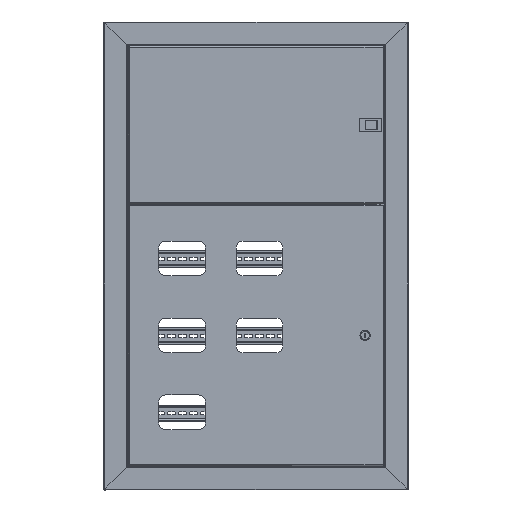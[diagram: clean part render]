
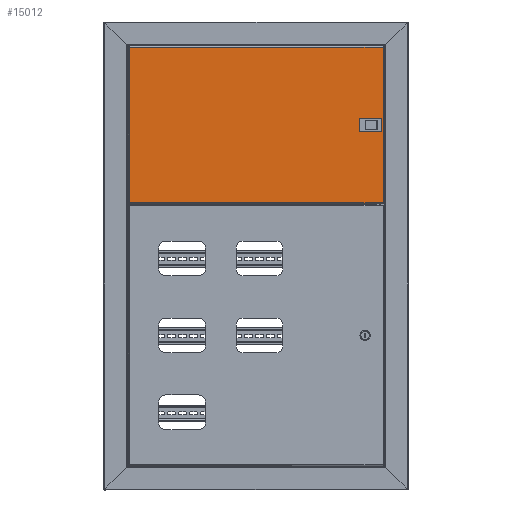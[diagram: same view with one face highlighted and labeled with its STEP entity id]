
A CAD part, top view. The second image highlights one B-rep face of the part: STEP entity #15012.
In plain terms, the highlighted planar face has unit normal (0, 0, 1).
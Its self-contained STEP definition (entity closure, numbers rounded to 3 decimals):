
#93 = DIRECTION ( 'NONE',  ( 0., -1., 0. ) ) ;
#1763 = CARTESIAN_POINT ( 'NONE',  ( 181.2, 48.5, 0. ) ) ;
#2764 = EDGE_CURVE ( 'NONE', #19508, #56262, #47711, .T. ) ;
#2836 = EDGE_CURVE ( 'NONE', #56262, #20334, #31228, .T. ) ;
#4211 = VECTOR ( 'NONE', #38015, 1000. ) ;
#4418 = CARTESIAN_POINT ( 'NONE',  ( 155.2, 48.5, 0. ) ) ;
#5378 = VECTOR ( 'NONE', #93, 1000. ) ;
#5408 = EDGE_CURVE ( 'NONE', #10622, #24649, #18359, .T. ) ;
#6602 = DIRECTION ( 'NONE',  ( 0., 1., 0. ) ) ;
#8104 = DIRECTION ( 'NONE',  ( -1., 0., 0. ) ) ;
#9007 = CARTESIAN_POINT ( 'NONE',  ( 334.7, 544., 0. ) ) ;
#10622 = VERTEX_POINT ( 'NONE', #4418 ) ;
#12904 = DIRECTION ( 'NONE',  ( -1., 0., 0. ) ) ;
#13183 = DIRECTION ( 'NONE',  ( 0., 1., 0. ) ) ;
#15012 = ADVANCED_FACE ( 'NONE', ( #21990, #35698 ), #40583, .F. ) ;
#15642 = VERTEX_POINT ( 'NONE', #1763 ) ;
#16209 = EDGE_LOOP ( 'NONE', ( #43459, #40480, #32989, #27321 ) ) ;
#17209 = VECTOR ( 'NONE', #12904, 1000. ) ;
#18359 = LINE ( 'NONE', #37832, #5378 ) ;
#19508 = VERTEX_POINT ( 'NONE', #21453 ) ;
#20334 = VERTEX_POINT ( 'NONE', #29245 ) ;
#21453 = CARTESIAN_POINT ( 'NONE',  ( 334.7, 1.7, 0. ) ) ;
#21990 = FACE_BOUND ( 'NONE', #16209, .T. ) ;
#22718 = EDGE_LOOP ( 'NONE', ( #51473, #27103, #47667, #31791 ) ) ;
#22939 = CARTESIAN_POINT ( 'NONE',  ( 181.2, 48.5, 0. ) ) ;
#23585 = VECTOR ( 'NONE', #8104, 1000. ) ;
#24515 = LINE ( 'NONE', #43392, #43291 ) ;
#24649 = VERTEX_POINT ( 'NONE', #29289 ) ;
#24710 = DIRECTION ( 'NONE',  ( 1., 0., 0. ) ) ;
#25019 = CARTESIAN_POINT ( 'NONE',  ( 1.7, 1.7, 0. ) ) ;
#27103 = ORIENTED_EDGE ( 'NONE', *, *, #2764, .T. ) ;
#27321 = ORIENTED_EDGE ( 'NONE', *, *, #55436, .F. ) ;
#29245 = CARTESIAN_POINT ( 'NONE',  ( 1.7, 544., 0. ) ) ;
#29289 = CARTESIAN_POINT ( 'NONE',  ( 155.2, 10., 0. ) ) ;
#29715 = CARTESIAN_POINT ( 'NONE',  ( 334.7, 0., 0. ) ) ;
#30639 = VECTOR ( 'NONE', #13183, 1000. ) ;
#30849 = LINE ( 'NONE', #22939, #30639 ) ;
#31228 = LINE ( 'NONE', #53187, #23585 ) ;
#31791 = ORIENTED_EDGE ( 'NONE', *, *, #39278, .T. ) ;
#32989 = ORIENTED_EDGE ( 'NONE', *, *, #38477, .F. ) ;
#33052 = DIRECTION ( 'NONE',  ( 1., 0., 0. ) ) ;
#34407 = LINE ( 'NONE', #25019, #55071 ) ;
#35698 = FACE_OUTER_BOUND ( 'NONE', #22718, .T. ) ;
#36046 = CARTESIAN_POINT ( 'NONE',  ( 155.2, 48.5, 0. ) ) ;
#37832 = CARTESIAN_POINT ( 'NONE',  ( 155.2, 48.5, 0. ) ) ;
#38015 = DIRECTION ( 'NONE',  ( 0., -1., 0. ) ) ;
#38477 = EDGE_CURVE ( 'NONE', #15642, #10622, #54333, .T. ) ;
#39278 = EDGE_CURVE ( 'NONE', #20334, #42316, #52022, .T. ) ;
#39684 = VERTEX_POINT ( 'NONE', #43408 ) ;
#40480 = ORIENTED_EDGE ( 'NONE', *, *, #5408, .F. ) ;
#40583 = PLANE ( 'NONE',  #51119 ) ;
#42316 = VERTEX_POINT ( 'NONE', #52731 ) ;
#43204 = EDGE_CURVE ( 'NONE', #24649, #39684, #24515, .T. ) ;
#43291 = VECTOR ( 'NONE', #33052, 1000. ) ;
#43392 = CARTESIAN_POINT ( 'NONE',  ( 155.2, 10., 0. ) ) ;
#43408 = CARTESIAN_POINT ( 'NONE',  ( 181.2, 10., 0. ) ) ;
#43459 = ORIENTED_EDGE ( 'NONE', *, *, #43204, .F. ) ;
#45751 = DIRECTION ( 'NONE',  ( -1., 0., 0. ) ) ;
#46577 = CARTESIAN_POINT ( 'NONE',  ( 1.7, 544.293, 0. ) ) ;
#47667 = ORIENTED_EDGE ( 'NONE', *, *, #2836, .T. ) ;
#47711 = LINE ( 'NONE', #29715, #57671 ) ;
#50924 = DIRECTION ( 'NONE',  ( 0., 0., -1. ) ) ;
#51119 = AXIS2_PLACEMENT_3D ( 'NONE', #54280, #50924, #45751 ) ;
#51473 = ORIENTED_EDGE ( 'NONE', *, *, #54199, .T. ) ;
#52022 = LINE ( 'NONE', #46577, #4211 ) ;
#52731 = CARTESIAN_POINT ( 'NONE',  ( 1.7, 1.7, 0. ) ) ;
#53187 = CARTESIAN_POINT ( 'NONE',  ( 334.993, 544., 0. ) ) ;
#54199 = EDGE_CURVE ( 'NONE', #42316, #19508, #34407, .T. ) ;
#54280 = CARTESIAN_POINT ( 'NONE',  ( 0., 545.7, 0. ) ) ;
#54333 = LINE ( 'NONE', #36046, #17209 ) ;
#55071 = VECTOR ( 'NONE', #24710, 1000. ) ;
#55436 = EDGE_CURVE ( 'NONE', #39684, #15642, #30849, .T. ) ;
#56262 = VERTEX_POINT ( 'NONE', #9007 ) ;
#57671 = VECTOR ( 'NONE', #6602, 1000. ) ;
